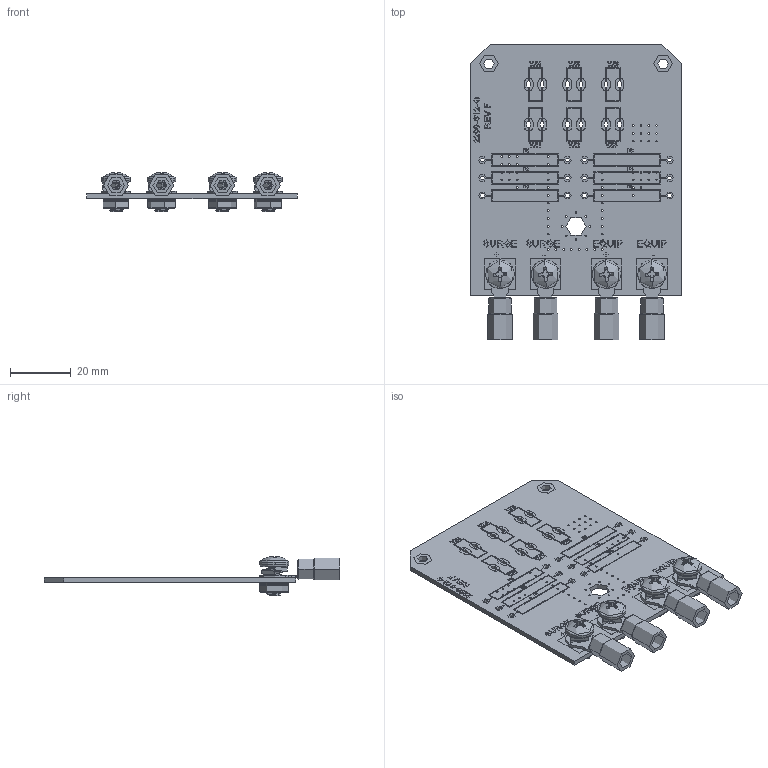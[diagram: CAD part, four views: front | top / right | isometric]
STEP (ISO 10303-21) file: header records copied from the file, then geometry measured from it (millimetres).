
FILE_DESCRIPTION (( 'STEP AP214' ), '1' );
FILE_NAME ('1000-1391-E.STEP', '2019-01-22T20:14:55', ( '' ), ( '' ), 'SwSTEP 2.0', 'SolidWorks 2018', '' );
FILE_SCHEMA (( 'AUTOMOTIVE_DESIGN' ));
Length unit declared in the file: inch
Products named in the file (28): 2100-044; 2102-023; 2105-010; 1800-833^2250-1096; 2250-1096_LUGS; 2200-612; 2103-031; 2250-1096; 1000-1391-E; 2103-031_93496A415
Assembly tree (27 placements, depth 3):
  2100-044
  2100-044
  2105-010
  2105-010
  1800-833^2250-1096
Bounding box: 69.09 x 96.88 x 12.83 mm (x, y, z)
Volume: 12665.9 mm3; surface area: 18860.1 mm2
Topology: 17 solids, 17 shells, 2439 faces, 6629 edges, 4374 vertices
Faces by surface type: plane 1119, cylinder 846, bspline 366, cone 68, torus 32, sphere 8
Entity records: 95624 total; most frequent: CARTESIAN_POINT 31465, ORIENTED_EDGE 10158, DIRECTION 8475, EDGE_CURVE 5079, VERTEX_POINT 3360, LINE 3247, VECTOR 3247, AXIS2_PLACEMENT_3D 2614
